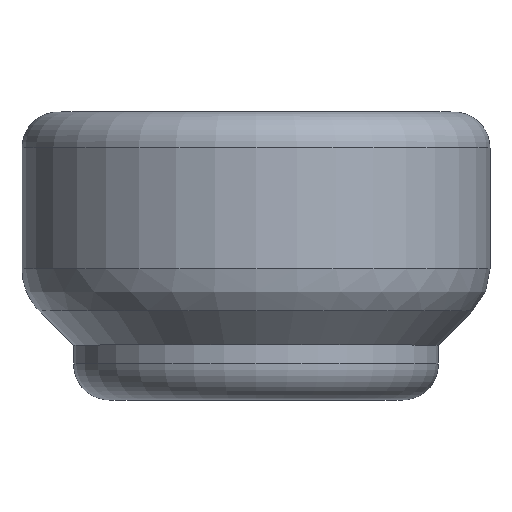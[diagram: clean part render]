
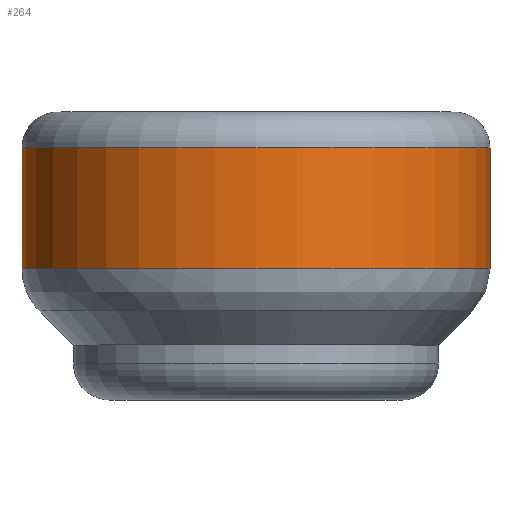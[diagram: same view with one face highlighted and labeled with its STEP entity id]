
A CAD part, top view. The second image highlights one B-rep face of the part: STEP entity #264.
In plain terms, the highlighted cylindrical face has radius 6.5 mm (diameter 13 mm), a full revolution.
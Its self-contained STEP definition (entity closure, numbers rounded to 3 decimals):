
#24=LINE('',#454,#32);
#32=VECTOR('',#370,6.5);
#40=CYLINDRICAL_SURFACE('',#307,6.5);
#56=FACE_OUTER_BOUND('',#75,.T.);
#75=EDGE_LOOP('',(#198,#199,#200,#201,#202,#203));
#99=CIRCLE('',#305,6.5);
#100=CIRCLE('',#306,6.5);
#101=CIRCLE('',#308,6.5);
#102=CIRCLE('',#309,6.5);
#124=VERTEX_POINT('',#447);
#125=VERTEX_POINT('',#449);
#126=VERTEX_POINT('',#453);
#127=VERTEX_POINT('',#455);
#152=EDGE_CURVE('',#124,#125,#99,.T.);
#153=EDGE_CURVE('',#125,#124,#100,.T.);
#154=EDGE_CURVE('',#125,#126,#24,.T.);
#155=EDGE_CURVE('',#126,#127,#101,.T.);
#156=EDGE_CURVE('',#127,#126,#102,.T.);
#198=ORIENTED_EDGE('',*,*,#152,.F.);
#199=ORIENTED_EDGE('',*,*,#153,.F.);
#200=ORIENTED_EDGE('',*,*,#154,.T.);
#201=ORIENTED_EDGE('',*,*,#155,.T.);
#202=ORIENTED_EDGE('',*,*,#156,.T.);
#203=ORIENTED_EDGE('',*,*,#154,.F.);
#264=ADVANCED_FACE('',(#56),#40,.T.);
#305=AXIS2_PLACEMENT_3D('',#450,#364,#365);
#306=AXIS2_PLACEMENT_3D('',#451,#366,#367);
#307=AXIS2_PLACEMENT_3D('',#452,#368,#369);
#308=AXIS2_PLACEMENT_3D('',#456,#371,#372);
#309=AXIS2_PLACEMENT_3D('',#457,#373,#374);
#364=DIRECTION('center_axis',(0.,1.,0.));
#365=DIRECTION('ref_axis',(1.,0.,0.));
#366=DIRECTION('center_axis',(0.,1.,0.));
#367=DIRECTION('ref_axis',(1.,0.,0.));
#368=DIRECTION('center_axis',(0.,1.,0.));
#369=DIRECTION('ref_axis',(-1.,0.,0.));
#370=DIRECTION('',(0.,-1.,0.));
#371=DIRECTION('center_axis',(0.,1.,0.));
#372=DIRECTION('ref_axis',(1.,0.,0.));
#373=DIRECTION('center_axis',(0.,1.,0.));
#374=DIRECTION('ref_axis',(1.,0.,0.));
#447=CARTESIAN_POINT('',(0.,12.001,-6.5));
#449=CARTESIAN_POINT('',(6.5,12.001,0.));
#450=CARTESIAN_POINT('Origin',(0.,12.001,0.));
#451=CARTESIAN_POINT('Origin',(0.,12.001,0.));
#452=CARTESIAN_POINT('Origin',(0.,10.821,0.));
#453=CARTESIAN_POINT('',(6.5,8.641,0.));
#454=CARTESIAN_POINT('',(6.5,10.821,0.));
#455=CARTESIAN_POINT('',(-6.5,8.641,0.));
#456=CARTESIAN_POINT('Origin',(0.,8.641,0.));
#457=CARTESIAN_POINT('Origin',(0.,8.641,0.));
